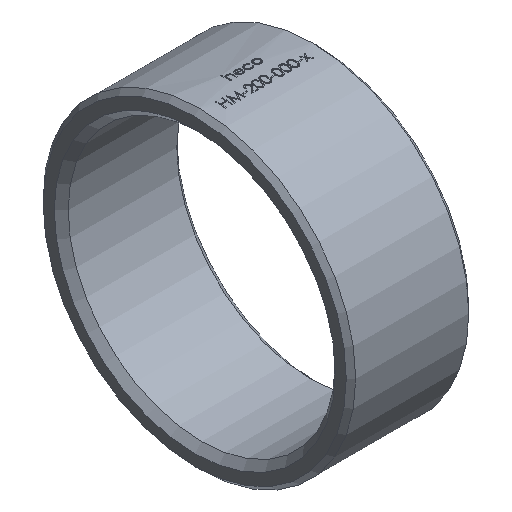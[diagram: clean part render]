
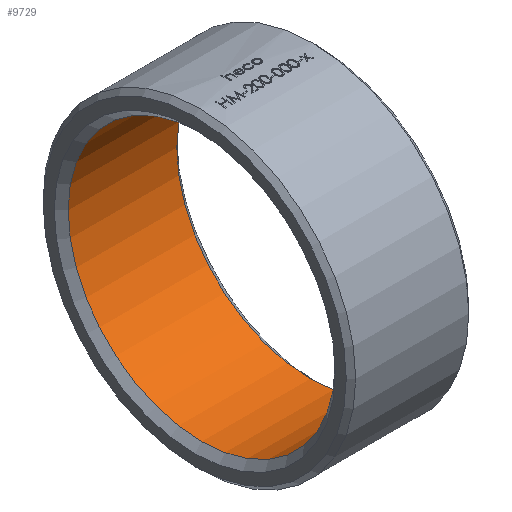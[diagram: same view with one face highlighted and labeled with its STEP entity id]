
A CAD part, isometric view. The second image highlights one B-rep face of the part: STEP entity #9729.
In plain terms, the highlighted cylindrical face has radius 28.328 mm (diameter 56.656 mm), a full revolution.
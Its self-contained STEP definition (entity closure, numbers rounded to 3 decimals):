
#308 = EDGE_LOOP ( 'NONE', ( #1135 ) ) ;
#337 = FACE_OUTER_BOUND ( 'NONE', #8522, .T. ) ;
#352 = VERTEX_POINT ( 'NONE', #2762 ) ;
#1135 = ORIENTED_EDGE ( 'NONE', *, *, #10744, .T. ) ;
#2019 = VERTEX_POINT ( 'NONE', #4695 ) ;
#2718 = CIRCLE ( 'NONE', #9952, 28.328 ) ;
#2762 = CARTESIAN_POINT ( 'NONE',  ( 1.479, 0., -28.328 ) ) ;
#2860 = DIRECTION ( 'NONE',  ( -1., 0., 0. ) ) ;
#2954 = AXIS2_PLACEMENT_3D ( 'NONE', #4621, #9530, #4387 ) ;
#3710 = FACE_OUTER_BOUND ( 'NONE', #308, .T. ) ;
#3761 = CYLINDRICAL_SURFACE ( 'NONE', #6322, 28.328 ) ;
#4242 = EDGE_CURVE ( 'NONE', #2019, #2019, #5469, .T. ) ;
#4387 = DIRECTION ( 'NONE',  ( 0., 0., -1. ) ) ;
#4621 = CARTESIAN_POINT ( 'NONE',  ( 24.521, 0., 0. ) ) ;
#4695 = CARTESIAN_POINT ( 'NONE',  ( 24.521, 0., -28.328 ) ) ;
#4792 = DIRECTION ( 'NONE',  ( 0., 0., 1. ) ) ;
#5469 = CIRCLE ( 'NONE', #2954, 28.328 ) ;
#5729 = DIRECTION ( 'NONE',  ( 0., 0., -1. ) ) ;
#6322 = AXIS2_PLACEMENT_3D ( 'NONE', #7219, #2860, #4792 ) ;
#6769 = DIRECTION ( 'NONE',  ( -1., 0., 0. ) ) ;
#7219 = CARTESIAN_POINT ( 'NONE',  ( 26.001, 0., 0. ) ) ;
#8522 = EDGE_LOOP ( 'NONE', ( #9107 ) ) ;
#9107 = ORIENTED_EDGE ( 'NONE', *, *, #4242, .T. ) ;
#9530 = DIRECTION ( 'NONE',  ( 1., 0., 0. ) ) ;
#9729 = ADVANCED_FACE ( 'NONE', ( #337, #3710 ), #3761, .F. ) ;
#9952 = AXIS2_PLACEMENT_3D ( 'NONE', #10032, #6769, #5729 ) ;
#10032 = CARTESIAN_POINT ( 'NONE',  ( 1.479, 0., 0. ) ) ;
#10744 = EDGE_CURVE ( 'NONE', #352, #352, #2718, .T. ) ;
